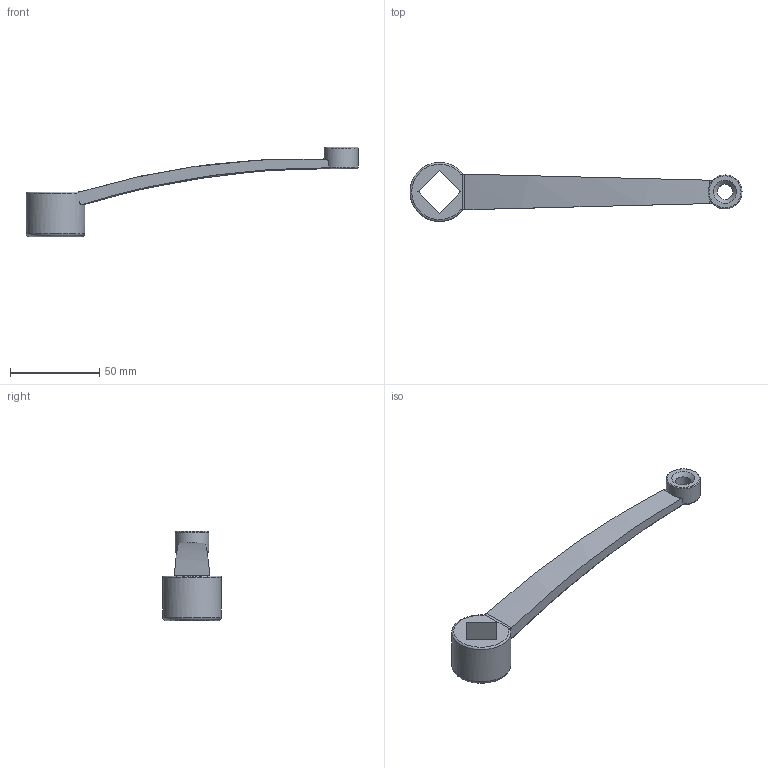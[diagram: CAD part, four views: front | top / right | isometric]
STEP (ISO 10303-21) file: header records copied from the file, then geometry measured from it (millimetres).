
FILE_DESCRIPTION(/* description */ (''),/* implementation_level */ '2;1');
FILE_NAME(/* name */ 'CHS_160_17_N.dxf',/* time_stamp */ '2012-11-23T15:19:26+08:00',/* author */ (''),/* organization */ (''),/* preprocessor_version */ 'ST-DEVELOPER v9',/* originating_system */ 'UGS - NX 4.0',/* authorisation */ '');
FILE_SCHEMA (('CONFIG_CONTROL_DESIGN'));
Length unit declared in the file: millimetre
Products named in the file (1): Admi7669xj01
Bounding box: 186 x 33 x 50 mm (x, y, z)
Volume: 31960.1 mm3; surface area: 12856.1 mm2
Topology: 1 solids, 1 shells, 34 faces, 88 edges, 56 vertices
Faces by surface type: plane 14, cylinder 12, torus 4, cone 2, bspline 2
Full cylindrical faces by diameter (mm): 8.6 x1, 19 x1, 33 x1
Entity records: 1256 total; most frequent: CARTESIAN_POINT 382, ORIENTED_EDGE 160, DIRECTION 157, EDGE_CURVE 80, AXIS2_PLACEMENT_3D 61, VERTEX_POINT 55, EDGE_LOOP 45, LINE 35
